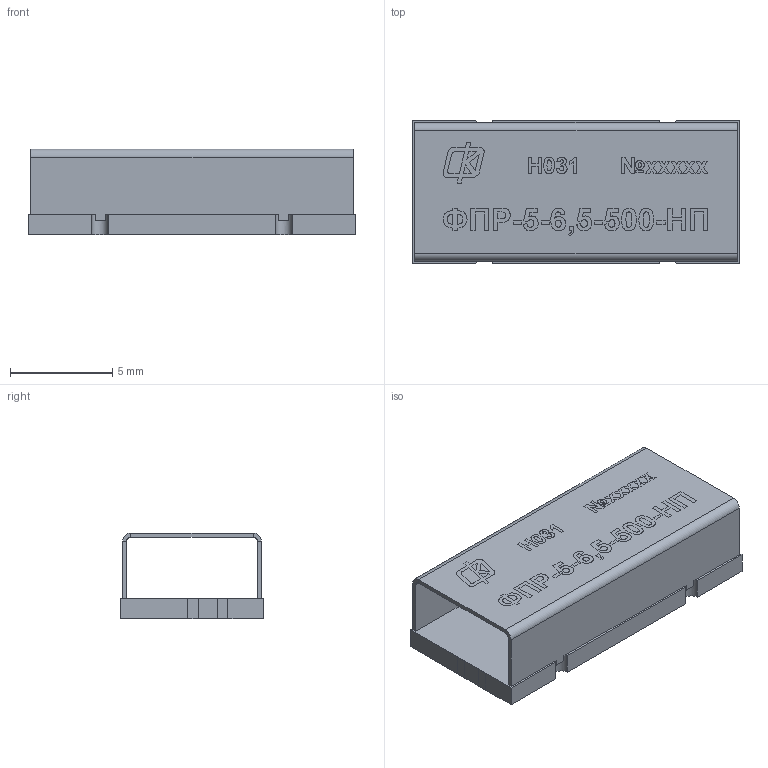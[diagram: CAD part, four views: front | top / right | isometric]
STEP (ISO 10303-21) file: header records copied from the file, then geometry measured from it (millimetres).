
FILE_DESCRIPTION(('STEP AP203'), '1');
FILE_NAME('ÍØÁÀ.468844.126_Ôèëüòð ÔÏÐ-5-6,5-500-ÍÏ_1', '', ('UNSPECIFIED'), ('UNSPECIFIED'), 'ASCON STEP Converter 1.6', 'ASCON Math Kernel', '');
FILE_SCHEMA(('CONFIG_CONTROL_DESIGN'));
Length unit declared in the file: millimetre
Products named in the file (1): НШБА.468844.126_Фильтр ФПР-5-6,5-500-НП
Bounding box: 16 x 7 x 4.2 mm (x, y, z)
Volume: 150.7 mm3; surface area: 667.6 mm2
Topology: 1 solids, 1 shells, 453 faces, 1228 edges, 808 vertices
Faces by surface type: plane 319, bspline 119, cylinder 15
Entity records: 29974 total; most frequent: CARTESIAN_POINT 15864, ORIENTED_EDGE 2456, DIRECTION 1607, EDGE_CURVE 1228, LINE 845, VECTOR 845, VERTEX_POINT 808, FACE_BOUND 494
